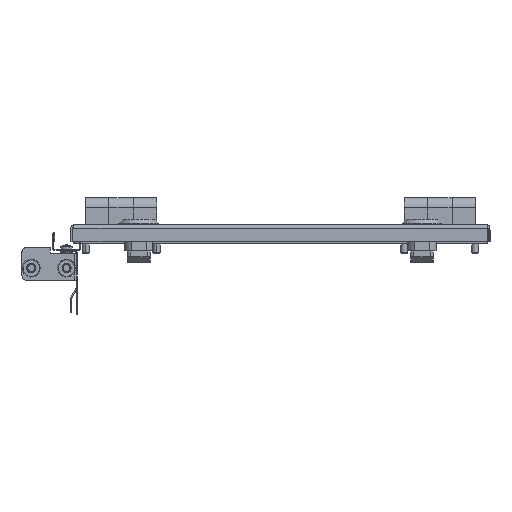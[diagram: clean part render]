
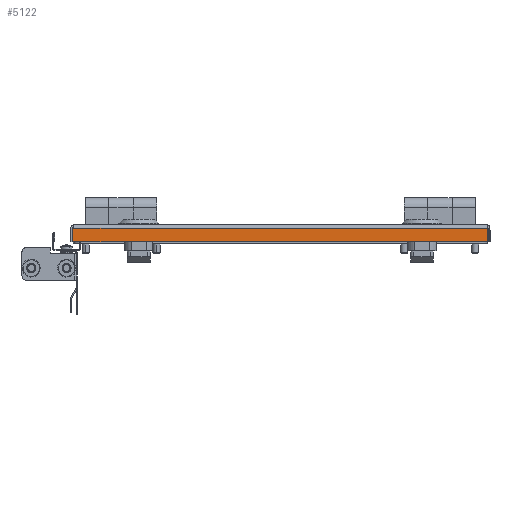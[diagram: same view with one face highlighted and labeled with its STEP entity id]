
A CAD part, left-side view. The second image highlights one B-rep face of the part: STEP entity #5122.
In plain terms, the highlighted planar face has unit normal (-1, 0, 0).
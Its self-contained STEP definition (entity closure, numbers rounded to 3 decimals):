
#715 = VERTEX_POINT ( 'NONE', #45813 ) ;
#816 = LINE ( 'NONE', #16319, #35099 ) ;
#1413 = PLANE ( 'NONE',  #21413 ) ;
#3895 = LINE ( 'NONE', #50566, #36762 ) ;
#5122 = ADVANCED_FACE ( 'NONE', ( #12490 ), #1413, .F. ) ;
#5776 = CARTESIAN_POINT ( 'NONE',  ( -289.25, 146.528, -2.4 ) ) ;
#5884 = CARTESIAN_POINT ( 'NONE',  ( -289.25, -0.002, 0. ) ) ;
#6365 = VECTOR ( 'NONE', #13230, 1000. ) ;
#8975 = LINE ( 'NONE', #38409, #6365 ) ;
#12490 = FACE_OUTER_BOUND ( 'NONE', #25407, .T. ) ;
#13230 = DIRECTION ( 'NONE',  ( 0., -1., 0. ) ) ;
#14175 = DIRECTION ( 'NONE',  ( 1., 0., 0. ) ) ;
#16319 = CARTESIAN_POINT ( 'NONE',  ( -289.25, -148.002, -2.4 ) ) ;
#17672 = EDGE_CURVE ( 'NONE', #47874, #45427, #3895, .T. ) ;
#19143 = VECTOR ( 'NONE', #20240, 1000. ) ;
#20240 = DIRECTION ( 'NONE',  ( 0., 0., -1. ) ) ;
#21413 = AXIS2_PLACEMENT_3D ( 'NONE', #5884, #14175, #30502 ) ;
#24053 = ORIENTED_EDGE ( 'NONE', *, *, #39753, .F. ) ;
#25197 = DIRECTION ( 'NONE',  ( 0., 0., -1. ) ) ;
#25407 = EDGE_LOOP ( 'NONE', ( #24053, #32837, #30847, #31436 ) ) ;
#28346 = CARTESIAN_POINT ( 'NONE',  ( -289.25, 146.528, -12. ) ) ;
#30502 = DIRECTION ( 'NONE',  ( 0., 0., -1. ) ) ;
#30847 = ORIENTED_EDGE ( 'NONE', *, *, #17672, .T. ) ;
#31436 = ORIENTED_EDGE ( 'NONE', *, *, #49656, .T. ) ;
#32837 = ORIENTED_EDGE ( 'NONE', *, *, #50549, .F. ) ;
#33218 = CARTESIAN_POINT ( 'NONE',  ( -289.25, -146.531, -1.4 ) ) ;
#35099 = VECTOR ( 'NONE', #54315, 1000. ) ;
#36762 = VECTOR ( 'NONE', #25197, 1000. ) ;
#38409 = CARTESIAN_POINT ( 'NONE',  ( -289.25, -0.002, -12. ) ) ;
#39753 = EDGE_CURVE ( 'NONE', #45893, #715, #49515, .T. ) ;
#45427 = VERTEX_POINT ( 'NONE', #28346 ) ;
#45813 = CARTESIAN_POINT ( 'NONE',  ( -289.25, -146.531, -12. ) ) ;
#45893 = VERTEX_POINT ( 'NONE', #54263 ) ;
#47874 = VERTEX_POINT ( 'NONE', #5776 ) ;
#49515 = LINE ( 'NONE', #33218, #19143 ) ;
#49656 = EDGE_CURVE ( 'NONE', #45427, #715, #8975, .T. ) ;
#50549 = EDGE_CURVE ( 'NONE', #47874, #45893, #816, .T. ) ;
#50566 = CARTESIAN_POINT ( 'NONE',  ( -289.25, 146.528, 0. ) ) ;
#54263 = CARTESIAN_POINT ( 'NONE',  ( -289.25, -146.531, -2.4 ) ) ;
#54315 = DIRECTION ( 'NONE',  ( 0., -1., 0. ) ) ;
